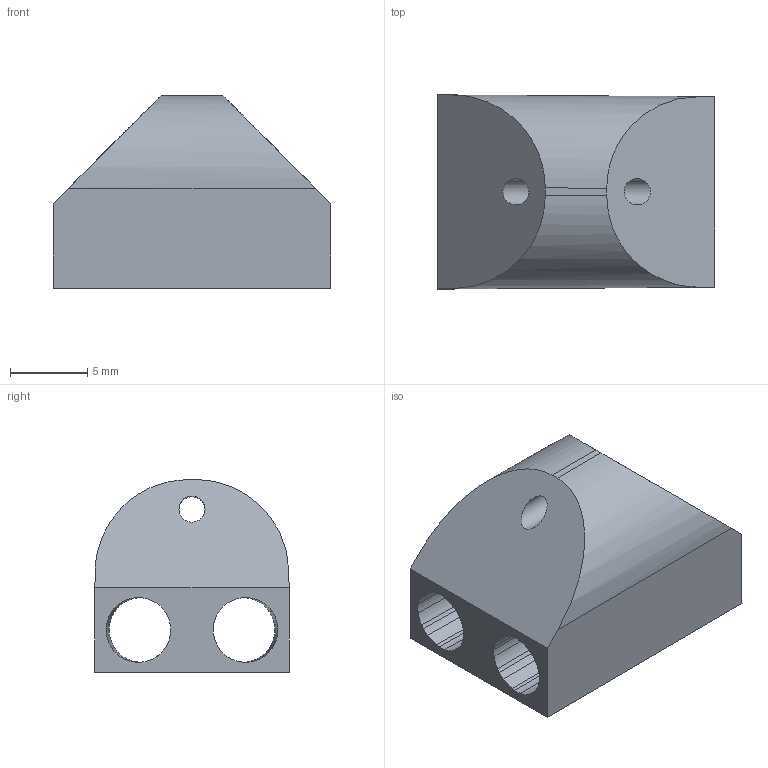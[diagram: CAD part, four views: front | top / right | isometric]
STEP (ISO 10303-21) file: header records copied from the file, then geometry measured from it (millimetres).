
FILE_DESCRIPTION(/* description */ (''),/* implementation_level */ '2;1');
FILE_NAME(/* name */ 'p2 v1.step',/* time_stamp */ '2024-07-28T17:07:50+05:30',/* author */ (''),/* organization */ (''),/* preprocessor_version */ 'ST-DEVELOPER v20',/* originating_system */ 'Autodesk Translation Framework v13.14.0.145',/* authorisation */ '');
FILE_SCHEMA (('AUTOMOTIVE_DESIGN { 1 0 10303 214 3 1 1 }'));
Length unit declared in the file: millimetre
Products named in the file (2): p2; p2-nd-cmp
Assembly tree (1 placements, depth 2):
  p2
    p2-nd-cmp
Bounding box: 18 x 12.6 x 12.5 mm (x, y, z)
Volume: 1576.9 mm3; surface area: 1411.8 mm2
Topology: 1 solids, 1 shells, 54 faces, 156 edges, 104 vertices
Faces by surface type: cylinder 46, plane 8
Full cylindrical faces by diameter (mm): 1.7 x1
Entity records: 1897 total; most frequent: DIRECTION 362, CARTESIAN_POINT 317, ORIENTED_EDGE 312, EDGE_CURVE 156, AXIS2_PLACEMENT_3D 149, VERTEX_POINT 104, ELLIPSE 92, LINE 64
